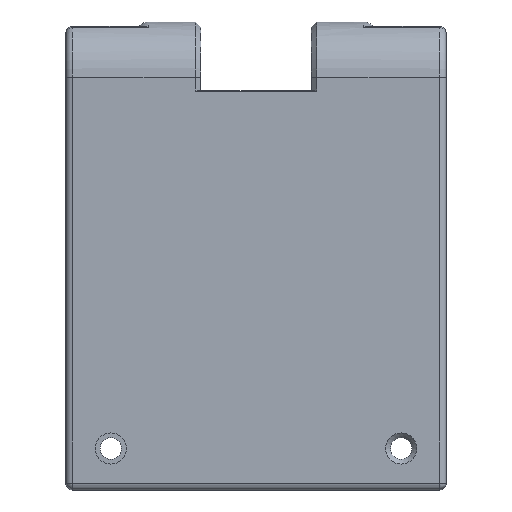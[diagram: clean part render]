
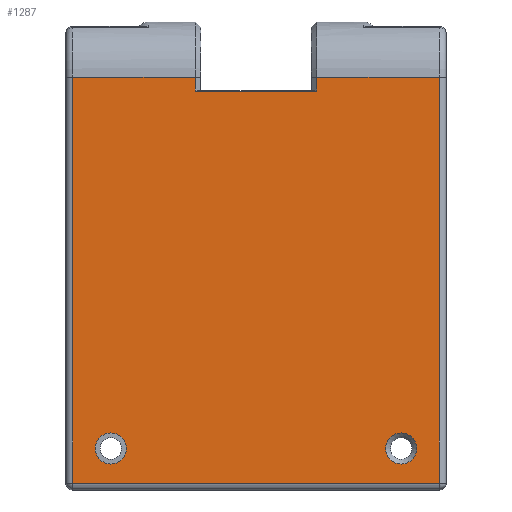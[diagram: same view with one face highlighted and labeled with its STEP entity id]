
A CAD part, front view. The second image highlights one B-rep face of the part: STEP entity #1287.
In plain terms, the highlighted planar face has unit normal (0, -1, 0).
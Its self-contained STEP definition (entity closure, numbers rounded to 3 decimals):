
#74=FACE_BOUND('',#445,.T.);
#75=FACE_BOUND('',#446,.T.);
#94=CIRCLE('',#1400,2.25);
#96=CIRCLE('',#1403,2.25);
#180=LINE('',#2074,#259);
#189=LINE('',#2278,#268);
#190=LINE('',#2280,#269);
#191=LINE('',#2282,#270);
#192=LINE('',#2284,#271);
#193=LINE('',#2286,#272);
#194=LINE('',#2288,#273);
#195=LINE('',#2289,#274);
#259=VECTOR('',#1562,10.);
#268=VECTOR('',#1609,10.);
#269=VECTOR('',#1610,10.);
#270=VECTOR('',#1611,10.);
#271=VECTOR('',#1612,10.);
#272=VECTOR('',#1613,10.);
#273=VECTOR('',#1614,10.);
#274=VECTOR('',#1615,10.);
#339=PLANE('',#1402);
#363=FACE_OUTER_BOUND('',#444,.T.);
#444=EDGE_LOOP('',(#915,#916,#917,#918,#919,#920,#921,#922));
#445=EDGE_LOOP('',(#923));
#446=EDGE_LOOP('',(#924));
#554=VERTEX_POINT('',#2071);
#555=VERTEX_POINT('',#2073);
#575=VERTEX_POINT('',#2271);
#577=VERTEX_POINT('',#2277);
#578=VERTEX_POINT('',#2279);
#579=VERTEX_POINT('',#2281);
#580=VERTEX_POINT('',#2283);
#581=VERTEX_POINT('',#2285);
#582=VERTEX_POINT('',#2287);
#583=VERTEX_POINT('',#2290);
#678=EDGE_CURVE('',#554,#555,#180,.T.);
#702=EDGE_CURVE('',#575,#575,#94,.T.);
#705=EDGE_CURVE('',#577,#554,#189,.T.);
#706=EDGE_CURVE('',#578,#577,#190,.T.);
#707=EDGE_CURVE('',#578,#579,#191,.T.);
#708=EDGE_CURVE('',#580,#579,#192,.T.);
#709=EDGE_CURVE('',#581,#580,#193,.T.);
#710=EDGE_CURVE('',#582,#581,#194,.T.);
#711=EDGE_CURVE('',#555,#582,#195,.T.);
#712=EDGE_CURVE('',#583,#583,#96,.T.);
#915=ORIENTED_EDGE('',*,*,#705,.F.);
#916=ORIENTED_EDGE('',*,*,#706,.F.);
#917=ORIENTED_EDGE('',*,*,#707,.T.);
#918=ORIENTED_EDGE('',*,*,#708,.F.);
#919=ORIENTED_EDGE('',*,*,#709,.F.);
#920=ORIENTED_EDGE('',*,*,#710,.F.);
#921=ORIENTED_EDGE('',*,*,#711,.F.);
#922=ORIENTED_EDGE('',*,*,#678,.F.);
#923=ORIENTED_EDGE('',*,*,#712,.F.);
#924=ORIENTED_EDGE('',*,*,#702,.F.);
#1287=ADVANCED_FACE('',(#363,#74,#75),#339,.T.);
#1400=AXIS2_PLACEMENT_3D('',#2272,#1602,#1603);
#1402=AXIS2_PLACEMENT_3D('',#2276,#1607,#1608);
#1403=AXIS2_PLACEMENT_3D('',#2291,#1616,#1617);
#1562=DIRECTION('',(0.,0.,1.));
#1602=DIRECTION('center_axis',(0.,-1.,0.));
#1603=DIRECTION('ref_axis',(1.,0.,0.));
#1607=DIRECTION('center_axis',(0.,-1.,0.));
#1608=DIRECTION('ref_axis',(0.,0.,-1.));
#1609=DIRECTION('',(1.,0.,0.));
#1610=DIRECTION('',(0.,0.,-1.));
#1611=DIRECTION('',(-1.,0.,0.));
#1612=DIRECTION('',(0.,0.,1.));
#1613=DIRECTION('',(-1.,0.,0.));
#1614=DIRECTION('',(0.,0.,-1.));
#1615=DIRECTION('',(1.,0.,0.));
#1616=DIRECTION('center_axis',(0.,-1.,0.));
#1617=DIRECTION('ref_axis',(1.,0.,0.));
#2071=CARTESIAN_POINT('',(8.8,5.,4.5));
#2073=CARTESIAN_POINT('',(8.8,5.,6.5));
#2074=CARTESIAN_POINT('',(8.8,5.,-6.425));
#2271=CARTESIAN_POINT('',(18.75,5.,-47.2));
#2272=CARTESIAN_POINT('Origin',(21.,5.,-47.2));
#2276=CARTESIAN_POINT('Origin',(8.,5.,6.5));
#2277=CARTESIAN_POINT('',(-8.8,5.,4.5));
#2278=CARTESIAN_POINT('',(0.,5.,4.5));
#2279=CARTESIAN_POINT('',(-8.8,5.,6.5));
#2280=CARTESIAN_POINT('',(-8.8,5.,-6.425));
#2281=CARTESIAN_POINT('',(-26.5,5.,6.5));
#2282=CARTESIAN_POINT('',(-8.,5.,6.5));
#2283=CARTESIAN_POINT('',(-26.5,5.,-52.2));
#2284=CARTESIAN_POINT('',(-26.5,5.,-6.425));
#2285=CARTESIAN_POINT('',(26.5,5.,-52.2));
#2286=CARTESIAN_POINT('',(8.,5.,-52.2));
#2287=CARTESIAN_POINT('',(26.5,5.,6.5));
#2288=CARTESIAN_POINT('',(26.5,5.,-6.425));
#2289=CARTESIAN_POINT('',(8.,5.,6.5));
#2290=CARTESIAN_POINT('',(-23.25,5.,-47.2));
#2291=CARTESIAN_POINT('Origin',(-21.,5.,-47.2));
